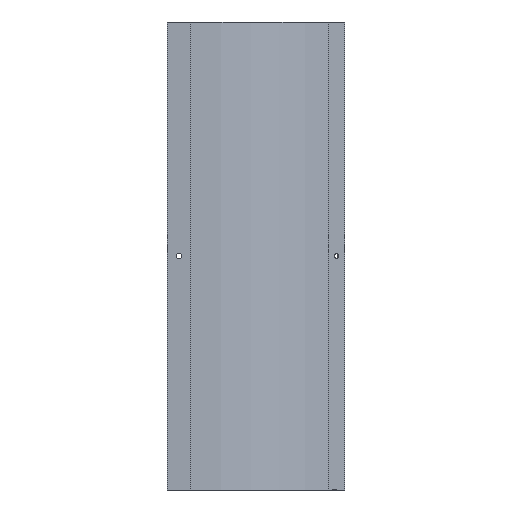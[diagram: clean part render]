
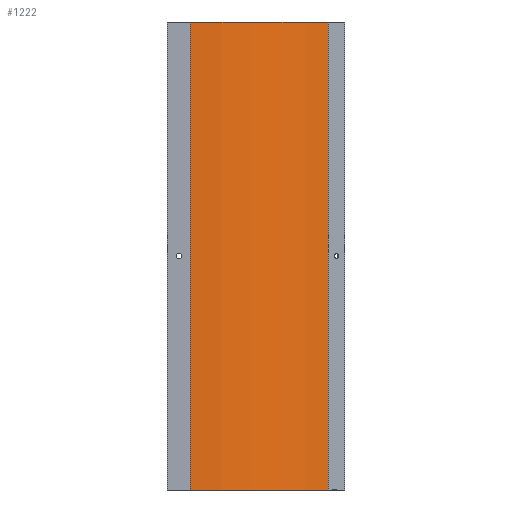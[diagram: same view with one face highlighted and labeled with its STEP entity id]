
A CAD part, front view. The second image highlights one B-rep face of the part: STEP entity #1222.
In plain terms, the highlighted cylindrical face has radius 250 mm (diameter 500 mm), a partial arc.
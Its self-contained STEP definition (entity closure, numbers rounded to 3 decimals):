
#221 = VERTEX_POINT ( 'NONE', #1632 ) ;
#424 = CARTESIAN_POINT ( 'NONE',  ( 206.569, -26.777, 0.8 ) ) ;
#437 = DIRECTION ( 'NONE',  ( -1., 0., 0. ) ) ;
#441 = DIRECTION ( 'NONE',  ( 0., 0., -1. ) ) ;
#442 = CARTESIAN_POINT ( 'NONE',  ( 29.792, 150., 0.8 ) ) ;
#535 = CARTESIAN_POINT ( 'NONE',  ( 29.792, -100., 0.8 ) ) ;
#544 = DIRECTION ( 'NONE',  ( 0., 0., -1. ) ) ;
#549 = CARTESIAN_POINT ( 'NONE',  ( 29.792, 150., -599.2 ) ) ;
#550 = DIRECTION ( 'NONE',  ( 0., 0., 1. ) ) ;
#551 = DIRECTION ( 'NONE',  ( 1., 0., 0. ) ) ;
#554 = CARTESIAN_POINT ( 'NONE',  ( 29.792, 150., 0.8 ) ) ;
#555 = DIRECTION ( 'NONE',  ( 0., 0., 1. ) ) ;
#556 = DIRECTION ( 'NONE',  ( 1., 0., 0. ) ) ;
#622 = AXIS2_PLACEMENT_3D ( 'NONE', #554, #555, #556 ) ;
#623 = AXIS2_PLACEMENT_3D ( 'NONE', #549, #550, #551 ) ;
#644 = AXIS2_PLACEMENT_3D ( 'NONE', #442, #441, #437 ) ;
#687 = VERTEX_POINT ( 'NONE', #1120 ) ;
#689 = VERTEX_POINT ( 'NONE', #1118 ) ;
#720 = VERTEX_POINT ( 'NONE', #424 ) ;
#779 = ORIENTED_EDGE ( 'NONE', *, *, #1261, .T. ) ;
#780 = ORIENTED_EDGE ( 'NONE', *, *, #1275, .F. ) ;
#781 = ORIENTED_EDGE ( 'NONE', *, *, #1648, .F. ) ;
#782 = ORIENTED_EDGE ( 'NONE', *, *, #1274, .T. ) ;
#861 = EDGE_LOOP ( 'NONE', ( #782, #781, #780, #779 ) ) ;
#931 = FACE_OUTER_BOUND ( 'NONE', #861, .T. ) ;
#935 = CYLINDRICAL_SURFACE ( 'NONE', #644, 250. ) ;
#974 = CARTESIAN_POINT ( 'NONE',  ( 206.569, -26.777, 0.8 ) ) ;
#975 = DIRECTION ( 'NONE',  ( 0., 0., -1. ) ) ;
#1118 = CARTESIAN_POINT ( 'NONE',  ( 29.792, -100., 0.8 ) ) ;
#1120 = CARTESIAN_POINT ( 'NONE',  ( 29.792, -100., -599.2 ) ) ;
#1222 = ADVANCED_FACE ( 'NONE', ( #931 ), #935, .T. ) ;
#1261 = EDGE_CURVE ( 'NONE', #689, #687, #1706, .T. ) ;
#1274 = EDGE_CURVE ( 'NONE', #687, #221, #1710, .T. ) ;
#1275 = EDGE_CURVE ( 'NONE', #689, #720, #1712, .T. ) ;
#1427 = LINE ( 'NONE', #974, #1431 ) ;
#1431 = VECTOR ( 'NONE', #975, 1000. ) ;
#1632 = CARTESIAN_POINT ( 'NONE',  ( 206.569, -26.777, -599.2 ) ) ;
#1648 = EDGE_CURVE ( 'NONE', #720, #221, #1427, .T. ) ;
#1706 = LINE ( 'NONE', #535, #1708 ) ;
#1708 = VECTOR ( 'NONE', #544, 1000. ) ;
#1710 = CIRCLE ( 'NONE', #623, 250. ) ;
#1712 = CIRCLE ( 'NONE', #622, 250. ) ;
